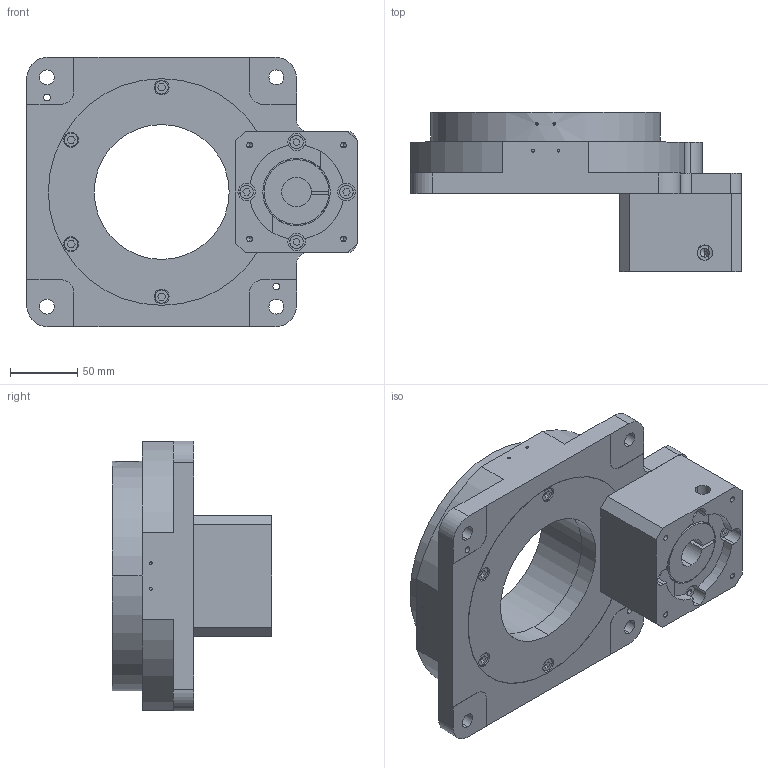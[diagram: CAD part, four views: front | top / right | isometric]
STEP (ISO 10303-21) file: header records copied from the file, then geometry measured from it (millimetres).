
FILE_DESCRIPTION (( 'STEP AP214' ), '1' );
FILE_NAME ('DY200F-10-T.STEP', '2018-09-13T00:58:31', ( '' ), ( '' ), 'SwSTEP 2.0', 'SolidWorks 2016', '' );
FILE_SCHEMA (( 'AUTOMOTIVE_DESIGN' ));
Length unit declared in the file: millimetre
Products named in the file (4): DY200F-10-T; 蟀諉啣200-T; 釱200-T; 埴攫200-T
Assembly tree (3 placements, depth 2):
  DY200F-10-T
    蟀諉啣200-T
    埴攫200-T
    釱200-T
Bounding box: 245 x 118 x 200 mm (x, y, z)
Volume: 1826702.7 mm3; surface area: 270506.6 mm2
Topology: 4 solids, 8 shells, 374 faces, 920 edges, 572 vertices
Faces by surface type: cylinder 163, plane 145, cone 46, torus 20
Entity records: 12074 total; most frequent: CARTESIAN_POINT 2417, DIRECTION 1968, ORIENTED_EDGE 1760, EDGE_CURVE 880, AXIS2_PLACEMENT_3D 738, VERTEX_POINT 572, LINE 492, VECTOR 492
